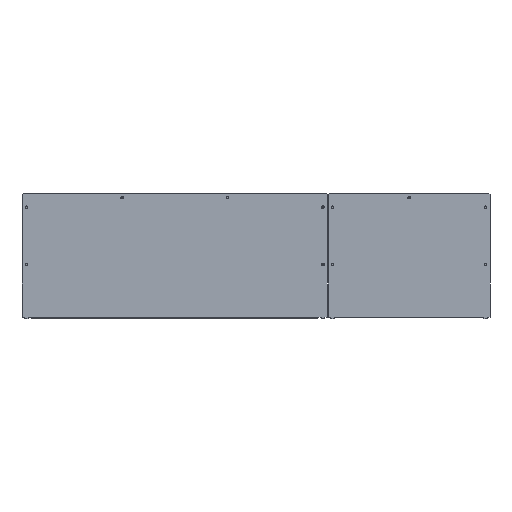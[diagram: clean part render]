
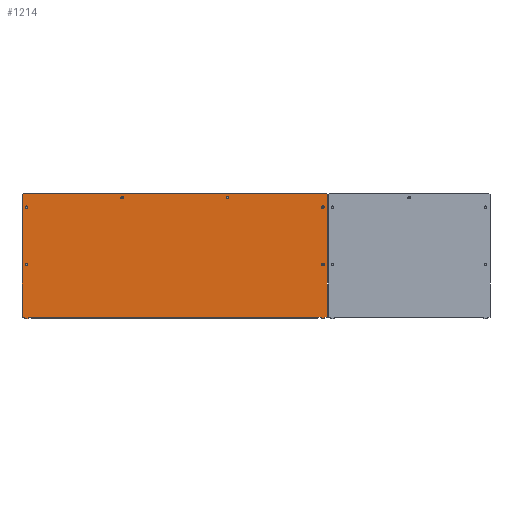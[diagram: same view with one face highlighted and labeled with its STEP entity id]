
A CAD part, left-side view. The second image highlights one B-rep face of the part: STEP entity #1214.
In plain terms, the highlighted planar face has unit normal (-1, 0, 0).
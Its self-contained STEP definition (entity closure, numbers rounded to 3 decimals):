
#1214=ADVANCED_FACE('',(#2261,#2262,#2263,#2264,#2265,#2266,#2267),#2268,.F.);
#2261=FACE_OUTER_BOUND('',#3465,.T.);
#2262=FACE_BOUND('',#3466,.T.);
#2263=FACE_BOUND('',#3467,.T.);
#2264=FACE_BOUND('',#3468,.T.);
#2265=FACE_BOUND('',#3469,.T.);
#2266=FACE_BOUND('',#3470,.T.);
#2267=FACE_BOUND('',#3471,.T.);
#2268=PLANE('',#3472);
#3465=EDGE_LOOP('',(#5124,#5125,#5126,#5127,#5128,#5129,#5130,#5131,#5132,#5133,#5134,#5135,#5136,#5137,#5138,#5139));
#3466=EDGE_LOOP('',(#5140,#5141));
#3467=EDGE_LOOP('',(#5142,#5143));
#3468=EDGE_LOOP('',(#5144,#5145));
#3469=EDGE_LOOP('',(#5146,#5147));
#3470=EDGE_LOOP('',(#5148,#5149));
#3471=EDGE_LOOP('',(#5150,#5151));
#3472=AXIS2_PLACEMENT_3D('',#5152,#5153,#5154);
#5124=ORIENTED_EDGE('',*,*,#7646,.T.);
#5125=ORIENTED_EDGE('',*,*,#7654,.T.);
#5126=ORIENTED_EDGE('',*,*,#7714,.F.);
#5127=ORIENTED_EDGE('',*,*,#7715,.T.);
#5128=ORIENTED_EDGE('',*,*,#7716,.F.);
#5129=ORIENTED_EDGE('',*,*,#7717,.T.);
#5130=ORIENTED_EDGE('',*,*,#7702,.F.);
#5131=ORIENTED_EDGE('',*,*,#7699,.T.);
#5132=ORIENTED_EDGE('',*,*,#7696,.F.);
#5133=ORIENTED_EDGE('',*,*,#7681,.T.);
#5134=ORIENTED_EDGE('',*,*,#7718,.F.);
#5135=ORIENTED_EDGE('',*,*,#7719,.T.);
#5136=ORIENTED_EDGE('',*,*,#7707,.F.);
#5137=ORIENTED_EDGE('',*,*,#7712,.T.);
#5138=ORIENTED_EDGE('',*,*,#7709,.F.);
#5139=ORIENTED_EDGE('',*,*,#7656,.T.);
#5140=ORIENTED_EDGE('',*,*,#7661,.T.);
#5141=ORIENTED_EDGE('',*,*,#7623,.T.);
#5142=ORIENTED_EDGE('',*,*,#7664,.T.);
#5143=ORIENTED_EDGE('',*,*,#7618,.T.);
#5144=ORIENTED_EDGE('',*,*,#7667,.T.);
#5145=ORIENTED_EDGE('',*,*,#7613,.T.);
#5146=ORIENTED_EDGE('',*,*,#7670,.T.);
#5147=ORIENTED_EDGE('',*,*,#7608,.T.);
#5148=ORIENTED_EDGE('',*,*,#7673,.T.);
#5149=ORIENTED_EDGE('',*,*,#7603,.T.);
#5150=ORIENTED_EDGE('',*,*,#7676,.T.);
#5151=ORIENTED_EDGE('',*,*,#7598,.T.);
#5152=CARTESIAN_POINT('',(8.0,824.0,166.0));
#5153=DIRECTION('',(1.0,0.0,0.0));
#5154=DIRECTION('',(0.0,-1.0,0.0));
#7598=EDGE_CURVE('',#8844,#8841,#8845,.T.);
#7603=EDGE_CURVE('',#8853,#8850,#8854,.T.);
#7608=EDGE_CURVE('',#8862,#8859,#8863,.T.);
#7613=EDGE_CURVE('',#8871,#8868,#8872,.T.);
#7618=EDGE_CURVE('',#8880,#8877,#8881,.T.);
#7623=EDGE_CURVE('',#8889,#8886,#8890,.T.);
#7646=EDGE_CURVE('',#8922,#8895,#8926,.T.);
#7654=EDGE_CURVE('',#8895,#8934,#8936,.T.);
#7656=EDGE_CURVE('',#8938,#8922,#8939,.T.);
#7661=EDGE_CURVE('',#8886,#8889,#8945,.T.);
#7664=EDGE_CURVE('',#8877,#8880,#8948,.T.);
#7667=EDGE_CURVE('',#8868,#8871,#8951,.T.);
#7670=EDGE_CURVE('',#8859,#8862,#8954,.T.);
#7673=EDGE_CURVE('',#8850,#8853,#8957,.T.);
#7676=EDGE_CURVE('',#8841,#8844,#8960,.T.);
#7681=EDGE_CURVE('',#8963,#8967,#8969,.T.);
#7696=EDGE_CURVE('',#8963,#8994,#8995,.T.);
#7699=EDGE_CURVE('',#8998,#8994,#8999,.T.);
#7702=EDGE_CURVE('',#8998,#9002,#9003,.T.);
#7707=EDGE_CURVE('',#9008,#9006,#9010,.T.);
#7709=EDGE_CURVE('',#8938,#9012,#9013,.T.);
#7712=EDGE_CURVE('',#9008,#9012,#9016,.T.);
#7714=EDGE_CURVE('',#9018,#8934,#9019,.T.);
#7715=EDGE_CURVE('',#9018,#9020,#9021,.T.);
#7716=EDGE_CURVE('',#9022,#9020,#9023,.T.);
#7717=EDGE_CURVE('',#9022,#9002,#9024,.T.);
#7718=EDGE_CURVE('',#9025,#8967,#9026,.T.);
#7719=EDGE_CURVE('',#9025,#9006,#9027,.T.);
#8841=VERTEX_POINT('',#10549);
#8844=VERTEX_POINT('',#10553);
#8845=CIRCLE('',#10554,3.3);
#8850=VERTEX_POINT('',#10560);
#8853=VERTEX_POINT('',#10564);
#8854=CIRCLE('',#10565,3.3);
#8859=VERTEX_POINT('',#10571);
#8862=VERTEX_POINT('',#10575);
#8863=CIRCLE('',#10576,3.3);
#8868=VERTEX_POINT('',#10582);
#8871=VERTEX_POINT('',#10586);
#8872=CIRCLE('',#10587,3.3);
#8877=VERTEX_POINT('',#10593);
#8880=VERTEX_POINT('',#10597);
#8881=CIRCLE('',#10598,3.3);
#8886=VERTEX_POINT('',#10604);
#8889=VERTEX_POINT('',#10608);
#8890=CIRCLE('',#10609,3.3);
#8895=VERTEX_POINT('',#10615);
#8922=VERTEX_POINT('',#10652);
#8926=LINE('',#10657,#10658);
#8934=VERTEX_POINT('',#10669);
#8936=LINE('',#10672,#10673);
#8938=VERTEX_POINT('',#10675);
#8939=LINE('',#10676,#10677);
#8945=CIRCLE('',#10685,3.3);
#8948=CIRCLE('',#10688,3.3);
#8951=CIRCLE('',#10691,3.3);
#8954=CIRCLE('',#10694,3.3);
#8957=CIRCLE('',#10697,3.3);
#8960=CIRCLE('',#10700,3.3);
#8963=VERTEX_POINT('',#10703);
#8967=VERTEX_POINT('',#10709);
#8969=LINE('',#10712,#10713);
#8994=VERTEX_POINT('',#10750);
#8995=LINE('',#10751,#10752);
#8998=VERTEX_POINT('',#10756);
#8999=LINE('',#10757,#10758);
#9002=VERTEX_POINT('',#10762);
#9003=LINE('',#10763,#10764);
#9006=VERTEX_POINT('',#10768);
#9008=VERTEX_POINT('',#10771);
#9010=LINE('',#10774,#10775);
#9012=VERTEX_POINT('',#10777);
#9013=LINE('',#10778,#10779);
#9016=LINE('',#10783,#10784);
#9018=VERTEX_POINT('',#10786);
#9019=LINE('',#10787,#10788);
#9020=VERTEX_POINT('',#10789);
#9021=LINE('',#10790,#10791);
#9022=VERTEX_POINT('',#10792);
#9023=LINE('',#10793,#10794);
#9024=LINE('',#10795,#10796);
#9025=VERTEX_POINT('',#10797);
#9026=LINE('',#10798,#10799);
#9027=LINE('',#10800,#10801);
#10549=CARTESIAN_POINT('',(8.0,436.5,288.2));
#10553=CARTESIAN_POINT('',(8.0,436.5,294.8));
#10554=AXIS2_PLACEMENT_3D('',#12581,#12582,#12583);
#10560=CARTESIAN_POINT('',(8.0,1211.5,288.2));
#10564=CARTESIAN_POINT('',(8.0,1211.5,294.8));
#10565=AXIS2_PLACEMENT_3D('',#12589,#12590,#12591);
#10571=CARTESIAN_POINT('',(8.0,436.5,138.2));
#10575=CARTESIAN_POINT('',(8.0,436.5,144.8));
#10576=AXIS2_PLACEMENT_3D('',#12597,#12598,#12599);
#10582=CARTESIAN_POINT('',(8.0,1211.5,138.2));
#10586=CARTESIAN_POINT('',(8.0,1211.5,144.8));
#10587=AXIS2_PLACEMENT_3D('',#12605,#12606,#12607);
#10593=CARTESIAN_POINT('',(8.0,686.5,313.2));
#10597=CARTESIAN_POINT('',(8.0,686.5,319.8));
#10598=AXIS2_PLACEMENT_3D('',#12613,#12614,#12615);
#10604=CARTESIAN_POINT('',(8.0,961.5,313.2));
#10608=CARTESIAN_POINT('',(8.0,961.5,319.8));
#10609=AXIS2_PLACEMENT_3D('',#12621,#12622,#12623);
#10615=CARTESIAN_POINT('',(8.0,450.0,4.0));
#10652=CARTESIAN_POINT('',(8.0,1198.0,4.0));
#10657=CARTESIAN_POINT('',(8.0,824.0,4.0));
#10658=VECTOR('',#12651,1.0);
#10669=CARTESIAN_POINT('',(8.0,441.0,4.0));
#10672=CARTESIAN_POINT('',(8.0,824.0,4.0));
#10673=VECTOR('',#12656,1.0);
#10675=CARTESIAN_POINT('',(8.0,1207.0,4.0));
#10676=CARTESIAN_POINT('',(8.0,824.0,4.0));
#10677=VECTOR('',#12657,1.0);
#10685=AXIS2_PLACEMENT_3D('',#12663,#12664,#12665);
#10688=AXIS2_PLACEMENT_3D('',#12669,#12670,#12671);
#10691=AXIS2_PLACEMENT_3D('',#12675,#12676,#12677);
#10694=AXIS2_PLACEMENT_3D('',#12681,#12682,#12683);
#10697=AXIS2_PLACEMENT_3D('',#12687,#12688,#12689);
#10700=AXIS2_PLACEMENT_3D('',#12693,#12694,#12695);
#10703=CARTESIAN_POINT('',(8.0,1220.0,328.0));
#10709=CARTESIAN_POINT('',(8.0,1223.0,325.0));
#10712=CARTESIAN_POINT('',(8.0,1161.232,386.768));
#10713=VECTOR('',#12699,1.0);
#10750=CARTESIAN_POINT('',(8.0,428.0,328.0));
#10751=CARTESIAN_POINT('',(8.0,824.0,328.0));
#10752=VECTOR('',#12712,1.0);
#10756=CARTESIAN_POINT('',(8.0,425.0,325.0));
#10757=CARTESIAN_POINT('',(8.0,486.768,386.768));
#10758=VECTOR('',#12714,1.0);
#10762=CARTESIAN_POINT('',(8.0,425.0,4.0));
#10763=CARTESIAN_POINT('',(8.0,425.0,166.0));
#10764=VECTOR('',#12716,1.0);
#10768=CARTESIAN_POINT('',(8.0,1216.0,4.0));
#10771=CARTESIAN_POINT('',(8.0,1216.0,0.5));
#10774=CARTESIAN_POINT('',(8.0,1216.0,164.25));
#10775=VECTOR('',#12720,1.0);
#10777=CARTESIAN_POINT('',(8.0,1207.0,0.5));
#10778=CARTESIAN_POINT('',(8.0,1207.0,164.25));
#10779=VECTOR('',#12721,1.0);
#10783=CARTESIAN_POINT('',(8.0,1211.5,0.5));
#10784=VECTOR('',#12723,1.0);
#10786=CARTESIAN_POINT('',(8.0,441.0,0.5));
#10787=CARTESIAN_POINT('',(8.0,441.0,164.25));
#10788=VECTOR('',#12724,1.0);
#10789=CARTESIAN_POINT('',(8.0,432.0,0.5));
#10790=CARTESIAN_POINT('',(8.0,436.5,0.5));
#10791=VECTOR('',#12725,1.0);
#10792=CARTESIAN_POINT('',(8.0,432.0,4.0));
#10793=CARTESIAN_POINT('',(8.0,432.0,164.25));
#10794=VECTOR('',#12726,1.0);
#10795=CARTESIAN_POINT('',(8.0,824.0,4.0));
#10796=VECTOR('',#12727,1.0);
#10797=CARTESIAN_POINT('',(8.0,1223.0,4.0));
#10798=CARTESIAN_POINT('',(8.0,1223.0,166.0));
#10799=VECTOR('',#12728,1.0);
#10800=CARTESIAN_POINT('',(8.0,824.0,4.0));
#10801=VECTOR('',#12729,1.0);
#12581=CARTESIAN_POINT('',(8.0,436.5,291.5));
#12582=DIRECTION('',(1.0,0.0,0.0));
#12583=DIRECTION('',(0.0,0.0,-1.0));
#12589=CARTESIAN_POINT('',(8.0,1211.5,291.5));
#12590=DIRECTION('',(1.0,0.0,0.0));
#12591=DIRECTION('',(0.0,0.0,-1.0));
#12597=CARTESIAN_POINT('',(8.0,436.5,141.5));
#12598=DIRECTION('',(1.0,0.0,0.0));
#12599=DIRECTION('',(0.0,0.0,-1.0));
#12605=CARTESIAN_POINT('',(8.0,1211.5,141.5));
#12606=DIRECTION('',(1.0,0.0,0.0));
#12607=DIRECTION('',(0.0,0.0,-1.0));
#12613=CARTESIAN_POINT('',(8.0,686.5,316.5));
#12614=DIRECTION('',(1.0,0.0,0.0));
#12615=DIRECTION('',(0.0,0.0,-1.0));
#12621=CARTESIAN_POINT('',(8.0,961.5,316.5));
#12622=DIRECTION('',(1.0,0.0,0.0));
#12623=DIRECTION('',(0.0,0.0,-1.0));
#12651=DIRECTION('',(0.0,-1.0,0.0));
#12656=DIRECTION('',(0.0,-1.0,0.0));
#12657=DIRECTION('',(0.0,-1.0,0.0));
#12663=CARTESIAN_POINT('',(8.0,961.5,316.5));
#12664=DIRECTION('',(1.0,0.0,0.0));
#12665=DIRECTION('',(0.0,0.0,-1.0));
#12669=CARTESIAN_POINT('',(8.0,686.5,316.5));
#12670=DIRECTION('',(1.0,0.0,0.0));
#12671=DIRECTION('',(0.0,0.0,-1.0));
#12675=CARTESIAN_POINT('',(8.0,1211.5,141.5));
#12676=DIRECTION('',(1.0,0.0,0.0));
#12677=DIRECTION('',(0.0,0.0,-1.0));
#12681=CARTESIAN_POINT('',(8.0,436.5,141.5));
#12682=DIRECTION('',(1.0,0.0,0.0));
#12683=DIRECTION('',(0.0,0.0,-1.0));
#12687=CARTESIAN_POINT('',(8.0,1211.5,291.5));
#12688=DIRECTION('',(1.0,0.0,0.0));
#12689=DIRECTION('',(0.0,0.0,-1.0));
#12693=CARTESIAN_POINT('',(8.0,436.5,291.5));
#12694=DIRECTION('',(1.0,0.0,0.0));
#12695=DIRECTION('',(0.0,0.0,-1.0));
#12699=DIRECTION('',(0.0,0.707,-0.707));
#12712=DIRECTION('',(0.0,-1.0,0.0));
#12714=DIRECTION('',(-0.0,0.707,0.707));
#12716=DIRECTION('',(0.0,0.0,-1.0));
#12720=DIRECTION('',(0.0,0.0,1.0));
#12721=DIRECTION('',(0.0,0.0,-1.0));
#12723=DIRECTION('',(0.0,-1.0,0.0));
#12724=DIRECTION('',(0.0,0.0,1.0));
#12725=DIRECTION('',(0.0,-1.0,0.0));
#12726=DIRECTION('',(0.0,0.0,-1.0));
#12727=DIRECTION('',(0.0,-1.0,0.0));
#12728=DIRECTION('',(0.0,0.0,1.0));
#12729=DIRECTION('',(0.0,-1.0,0.0));
